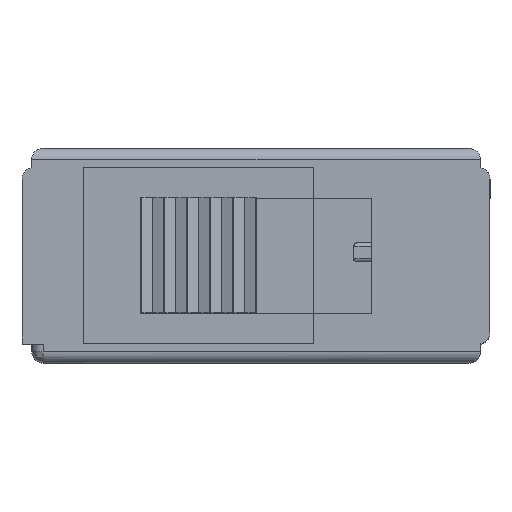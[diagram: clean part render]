
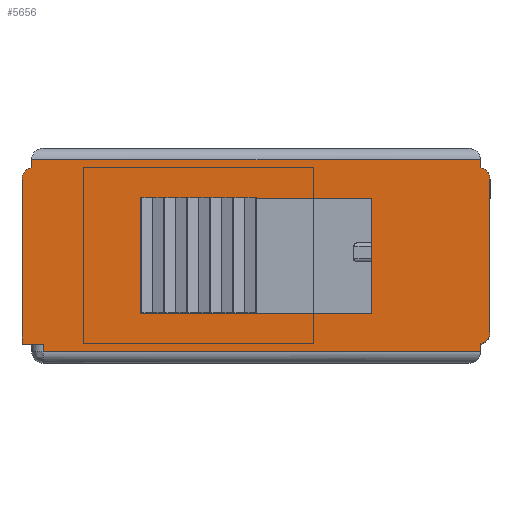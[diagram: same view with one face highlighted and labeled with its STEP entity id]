
A CAD part, top view. The second image highlights one B-rep face of the part: STEP entity #5656.
In plain terms, the highlighted face is planar.
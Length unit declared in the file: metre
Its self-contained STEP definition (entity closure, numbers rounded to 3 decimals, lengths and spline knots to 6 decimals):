
#78 = ORIENTED_EDGE ( 'NONE', *, *, #5596, .F. ) ;
#106 = VECTOR ( 'NONE', #6646, 1. ) ;
#165 = ORIENTED_EDGE ( 'NONE', *, *, #7020, .F. ) ;
#189 = CARTESIAN_POINT ( 'NONE',  ( 0.00055, 0., 0.0028 ) ) ;
#243 = CARTESIAN_POINT ( 'NONE',  ( 0.01195, 0., 0.0053 ) ) ;
#265 = CARTESIAN_POINT ( 'NONE',  ( 0.0061, 0., 0.0013 ) ) ;
#332 = VERTEX_POINT ( 'NONE', #2920 ) ;
#333 = EDGE_CURVE ( 'NONE', #2133, #5523, #2249, .T. ) ;
#383 = VECTOR ( 'NONE', #826, 1. ) ;
#430 = CARTESIAN_POINT ( 'NONE',  ( 0.01195, 0., 0.0028 ) ) ;
#508 = DIRECTION ( 'NONE',  ( 0., -1., 0. ) ) ;
#512 = CARTESIAN_POINT ( 'NONE',  ( 0.0091, 0., 0.0043 ) ) ;
#544 = CARTESIAN_POINT ( 'NONE',  ( 0.0031, 0., 0.0043 ) ) ;
#547 = EDGE_LOOP ( 'NONE', ( #4780, #5449, #4522, #715 ) ) ;
#644 = CIRCLE ( 'NONE', #3494, 0.0003 ) ;
#715 = ORIENTED_EDGE ( 'NONE', *, *, #907, .F. ) ;
#721 = VECTOR ( 'NONE', #931, 1. ) ;
#722 = VERTEX_POINT ( 'NONE', #4815 ) ;
#806 = ORIENTED_EDGE ( 'NONE', *, *, #3038, .F. ) ;
#826 = DIRECTION ( 'NONE',  ( -1., 0., 0. ) ) ;
#859 = ORIENTED_EDGE ( 'NONE', *, *, #3651, .F. ) ;
#907 = EDGE_CURVE ( 'NONE', #6003, #2204, #6776, .T. ) ;
#931 = DIRECTION ( 'NONE',  ( -1., 0., 0. ) ) ;
#993 = VERTEX_POINT ( 'NONE', #1447 ) ;
#1011 = VERTEX_POINT ( 'NONE', #4805 ) ;
#1118 = ORIENTED_EDGE ( 'NONE', *, *, #6155, .F. ) ;
#1143 = CIRCLE ( 'NONE', #5942, 0.0003 ) ;
#1185 = CARTESIAN_POINT ( 'NONE',  ( 0.01195, 0., 0.0005 ) ) ;
#1262 = VERTEX_POINT ( 'NONE', #5097 ) ;
#1447 = CARTESIAN_POINT ( 'NONE',  ( 0.0122, 0., 0.0008 ) ) ;
#1498 = ORIENTED_EDGE ( 'NONE', *, *, #6766, .F. ) ;
#1698 = LINE ( 'NONE', #5382, #4861 ) ;
#1825 = DIRECTION ( 'NONE',  ( 0., 0., -1. ) ) ;
#1827 = EDGE_CURVE ( 'NONE', #2468, #1011, #5128, .T. ) ;
#1976 = CARTESIAN_POINT ( 'NONE',  ( 0., 0., 0.0028 ) ) ;
#2010 = VERTEX_POINT ( 'NONE', #5792 ) ;
#2017 = CARTESIAN_POINT ( 'NONE',  ( 0.0061, 0., 0.0043 ) ) ;
#2069 = ORIENTED_EDGE ( 'NONE', *, *, #6000, .F. ) ;
#2116 = CARTESIAN_POINT ( 'NONE',  ( 0.00025, 0., 0.0005 ) ) ;
#2133 = VERTEX_POINT ( 'NONE', #512 ) ;
#2204 = VERTEX_POINT ( 'NONE', #544 ) ;
#2208 = DIRECTION ( 'NONE',  ( 0., 0., 1. ) ) ;
#2215 = DIRECTION ( 'NONE',  ( 0., 0., -1. ) ) ;
#2249 = LINE ( 'NONE', #3420, #106 ) ;
#2283 = PLANE ( 'NONE',  #5771 ) ;
#2387 = VECTOR ( 'NONE', #2487, 1. ) ;
#2440 = LINE ( 'NONE', #1185, #6050 ) ;
#2468 = VERTEX_POINT ( 'NONE', #3585 ) ;
#2476 = VECTOR ( 'NONE', #6762, 1. ) ;
#2487 = DIRECTION ( 'NONE',  ( 0., 0., 1. ) ) ;
#2574 = EDGE_LOOP ( 'NONE', ( #2767, #1498, #165, #2625, #7038, #2069, #859, #4450, #3480, #806, #1118, #78 ) ) ;
#2607 = LINE ( 'NONE', #3737, #2476 ) ;
#2625 = ORIENTED_EDGE ( 'NONE', *, *, #6992, .F. ) ;
#2634 = DIRECTION ( 'NONE',  ( 0., 0., -1. ) ) ;
#2652 = CARTESIAN_POINT ( 'NONE',  ( 0., 0., 0.0051 ) ) ;
#2737 = VECTOR ( 'NONE', #4194, 1. ) ;
#2749 = VERTEX_POINT ( 'NONE', #4049 ) ;
#2767 = ORIENTED_EDGE ( 'NONE', *, *, #1827, .F. ) ;
#2830 = EDGE_CURVE ( 'NONE', #2204, #2133, #4653, .T. ) ;
#2893 = DIRECTION ( 'NONE',  ( 0., 0., 1. ) ) ;
#2920 = CARTESIAN_POINT ( 'NONE',  ( 0.00055, 0., 0.0051 ) ) ;
#2930 = VECTOR ( 'NONE', #1825, 1. ) ;
#2968 = CARTESIAN_POINT ( 'NONE',  ( 0.00025, 0., 0.0003 ) ) ;
#3038 = EDGE_CURVE ( 'NONE', #5682, #722, #2440, .T. ) ;
#3174 = DIRECTION ( 'NONE',  ( 0., -1., 0. ) ) ;
#3195 = CARTESIAN_POINT ( 'NONE',  ( 0.0003, 0., 0.0008 ) ) ;
#3307 = AXIS2_PLACEMENT_3D ( 'NONE', #3195, #5437, #2634 ) ;
#3318 = FACE_BOUND ( 'NONE', #547, .T. ) ;
#3420 = CARTESIAN_POINT ( 'NONE',  ( 0.0091, 0., 0.0028 ) ) ;
#3480 = ORIENTED_EDGE ( 'NONE', *, *, #6970, .F. ) ;
#3494 = AXIS2_PLACEMENT_3D ( 'NONE', #5610, #5643, #2893 ) ;
#3498 = LINE ( 'NONE', #265, #383 ) ;
#3564 = LINE ( 'NONE', #5863, #721 ) ;
#3585 = CARTESIAN_POINT ( 'NONE',  ( 0., 0., 0.0008 ) ) ;
#3595 = VERTEX_POINT ( 'NONE', #2652 ) ;
#3651 = EDGE_CURVE ( 'NONE', #2749, #1262, #1143, .T. ) ;
#3737 = CARTESIAN_POINT ( 'NONE',  ( 0.0061, 0., 0.0051 ) ) ;
#4049 = CARTESIAN_POINT ( 'NONE',  ( 0.0122, 0., 0.0048 ) ) ;
#4144 = EDGE_CURVE ( 'NONE', #5523, #6003, #3498, .T. ) ;
#4194 = DIRECTION ( 'NONE',  ( 1., 0., 0. ) ) ;
#4314 = CARTESIAN_POINT ( 'NONE',  ( 0.0061, 0., 0.0028 ) ) ;
#4336 = VERTEX_POINT ( 'NONE', #2968 ) ;
#4347 = CARTESIAN_POINT ( 'NONE',  ( 0.0119, 0., 0.0048 ) ) ;
#4450 = ORIENTED_EDGE ( 'NONE', *, *, #5148, .F. ) ;
#4455 = EDGE_CURVE ( 'NONE', #6260, #2010, #3564, .T. ) ;
#4522 = ORIENTED_EDGE ( 'NONE', *, *, #2830, .F. ) ;
#4653 = LINE ( 'NONE', #2017, #2737 ) ;
#4739 = VECTOR ( 'NONE', #2208, 1. ) ;
#4771 = DIRECTION ( 'NONE',  ( 0., 0., 1. ) ) ;
#4780 = ORIENTED_EDGE ( 'NONE', *, *, #4144, .F. ) ;
#4805 = CARTESIAN_POINT ( 'NONE',  ( 0.00025, 0., 0.000504 ) ) ;
#4815 = CARTESIAN_POINT ( 'NONE',  ( 0.01195, 0., 0.000504 ) ) ;
#4861 = VECTOR ( 'NONE', #6531, 1. ) ;
#4925 = CARTESIAN_POINT ( 'NONE',  ( 0.01195, 0., 0.0003 ) ) ;
#5070 = LINE ( 'NONE', #189, #2930 ) ;
#5089 = VECTOR ( 'NONE', #6335, 1. ) ;
#5097 = CARTESIAN_POINT ( 'NONE',  ( 0.01195, 0., 0.005096 ) ) ;
#5128 = CIRCLE ( 'NONE', #3307, 0.0003 ) ;
#5148 = EDGE_CURVE ( 'NONE', #993, #2749, #6772, .T. ) ;
#5221 = LINE ( 'NONE', #1976, #5089 ) ;
#5382 = CARTESIAN_POINT ( 'NONE',  ( 0.0061, 0., 0.0003 ) ) ;
#5426 = VECTOR ( 'NONE', #4771, 1. ) ;
#5437 = DIRECTION ( 'NONE',  ( 0., -1., 0. ) ) ;
#5449 = ORIENTED_EDGE ( 'NONE', *, *, #333, .F. ) ;
#5523 = VERTEX_POINT ( 'NONE', #6901 ) ;
#5596 = EDGE_CURVE ( 'NONE', #1011, #4336, #6441, .T. ) ;
#5610 = CARTESIAN_POINT ( 'NONE',  ( 0.0119, 0., 0.0008 ) ) ;
#5612 = DIRECTION ( 'NONE',  ( 0., 0., 1. ) ) ;
#5643 = DIRECTION ( 'NONE',  ( 0., -1., 0. ) ) ;
#5656 = ADVANCED_FACE ( 'NONE', ( #6539, #3318 ), #2283, .F. ) ;
#5682 = VERTEX_POINT ( 'NONE', #4925 ) ;
#5771 = AXIS2_PLACEMENT_3D ( 'NONE', #4314, #508, #2215 ) ;
#5792 = CARTESIAN_POINT ( 'NONE',  ( 0.00055, 0., 0.0053 ) ) ;
#5853 = LINE ( 'NONE', #430, #5426 ) ;
#5863 = CARTESIAN_POINT ( 'NONE',  ( 0.0061, 0., 0.0053 ) ) ;
#5942 = AXIS2_PLACEMENT_3D ( 'NONE', #4347, #3174, #6568 ) ;
#6000 = EDGE_CURVE ( 'NONE', #1262, #6260, #5853, .T. ) ;
#6003 = VERTEX_POINT ( 'NONE', #6972 ) ;
#6050 = VECTOR ( 'NONE', #5612, 1. ) ;
#6155 = EDGE_CURVE ( 'NONE', #4336, #5682, #1698, .T. ) ;
#6260 = VERTEX_POINT ( 'NONE', #243 ) ;
#6309 = CARTESIAN_POINT ( 'NONE',  ( 0.0031, 0., 0.0028 ) ) ;
#6335 = DIRECTION ( 'NONE',  ( 0., 0., -1. ) ) ;
#6441 = LINE ( 'NONE', #2116, #6688 ) ;
#6531 = DIRECTION ( 'NONE',  ( 1., 0., 0. ) ) ;
#6539 = FACE_OUTER_BOUND ( 'NONE', #2574, .T. ) ;
#6568 = DIRECTION ( 'NONE',  ( 0., 0., 1. ) ) ;
#6646 = DIRECTION ( 'NONE',  ( 0., 0., -1. ) ) ;
#6688 = VECTOR ( 'NONE', #6868, 1. ) ;
#6762 = DIRECTION ( 'NONE',  ( -1., 0., 0. ) ) ;
#6766 = EDGE_CURVE ( 'NONE', #3595, #2468, #5221, .T. ) ;
#6772 = LINE ( 'NONE', #6805, #4739 ) ;
#6776 = LINE ( 'NONE', #6309, #2387 ) ;
#6805 = CARTESIAN_POINT ( 'NONE',  ( 0.0122, 0., 0.0028 ) ) ;
#6868 = DIRECTION ( 'NONE',  ( 0., 0., -1. ) ) ;
#6901 = CARTESIAN_POINT ( 'NONE',  ( 0.0091, 0., 0.0013 ) ) ;
#6970 = EDGE_CURVE ( 'NONE', #722, #993, #644, .T. ) ;
#6972 = CARTESIAN_POINT ( 'NONE',  ( 0.0031, 0., 0.0013 ) ) ;
#6992 = EDGE_CURVE ( 'NONE', #2010, #332, #5070, .T. ) ;
#7020 = EDGE_CURVE ( 'NONE', #332, #3595, #2607, .T. ) ;
#7038 = ORIENTED_EDGE ( 'NONE', *, *, #4455, .F. ) ;
